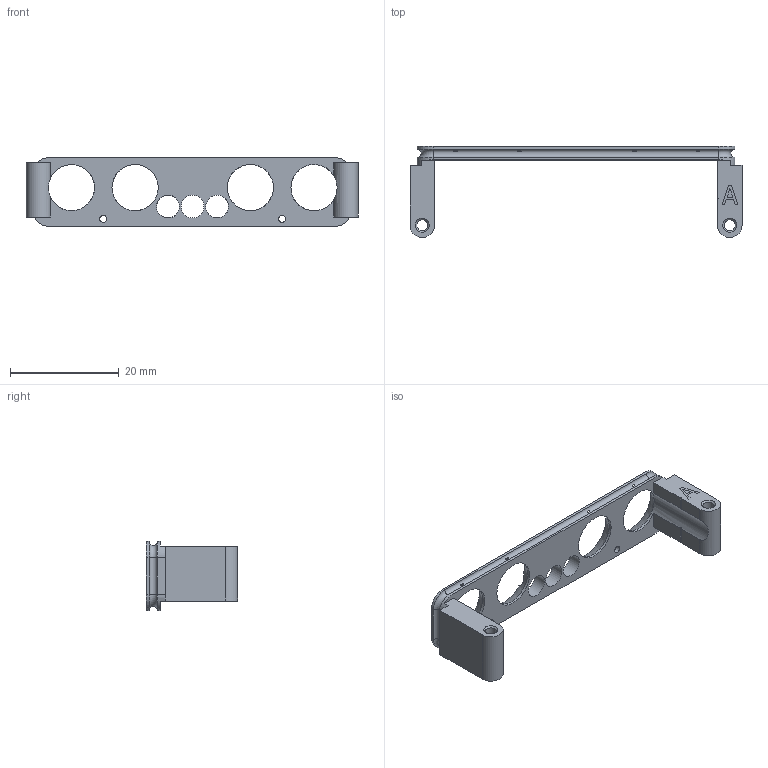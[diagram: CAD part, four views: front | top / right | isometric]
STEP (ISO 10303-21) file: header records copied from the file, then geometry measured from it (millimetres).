
FILE_DESCRIPTION(/* description */ (''),/* implementation_level */ '2;1');
FILE_NAME(/* name */ 'Painel FMC v4.1.stp',/* time_stamp */ '2016-05-17T14:52:15-03:00',/* author */ ('fernando.santanna'),/* organization */ (''),/* preprocessor_version */ 'ST-DEVELOPER v16.1',/* originating_system */ 'Autodesk Inventor 2016',/* authorisation */ '');
FILE_SCHEMA (('AUTOMOTIVE_DESIGN { 1 0 10303 214 3 1 1 }'));
Length unit declared in the file: millimetre
Products named in the file (1): Painel FMC v4.1
Bounding box: 61.05 x 16.75 x 12.7 mm (x, y, z)
Volume: 2009.9 mm3; surface area: 2632.9 mm2
Topology: 1 solids, 1 shells, 89 faces, 248 edges, 160 vertices
Faces by surface type: plane 52, cylinder 25, cone 8, torus 4
Full cylindrical faces by diameter (mm): 1.3 x2, 2.013 x2, 4.2 x3, 8.5 x4
Entity records: 3066 total; most frequent: CARTESIAN_POINT 777, DIRECTION 457, ORIENTED_EDGE 442, EDGE_CURVE 221, AXIS2_PLACEMENT_3D 156, VERTEX_POINT 152, LINE 145, VECTOR 145
